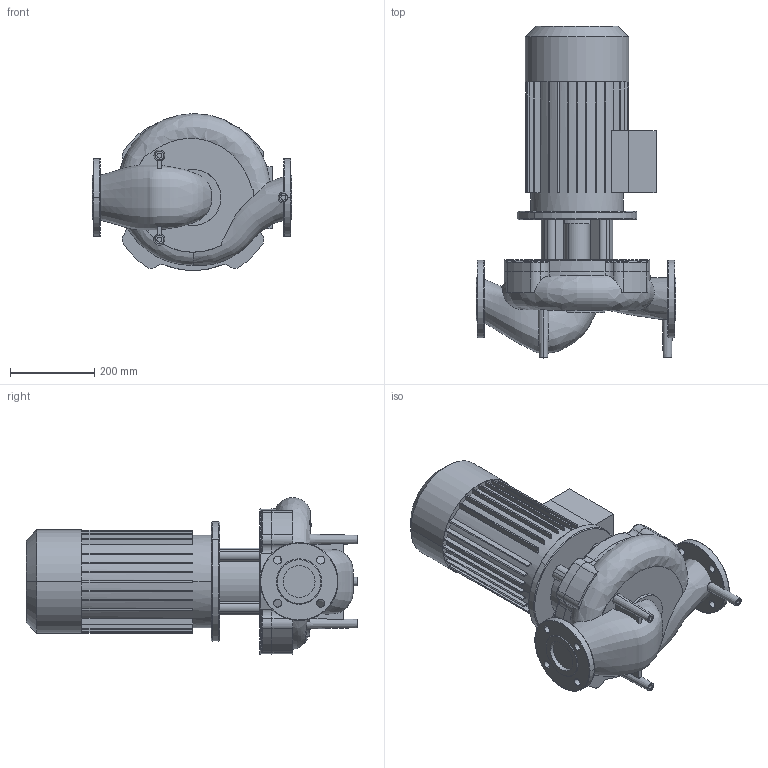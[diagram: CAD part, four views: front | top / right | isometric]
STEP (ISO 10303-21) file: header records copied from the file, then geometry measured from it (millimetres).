
FILE_DESCRIPTION((''),'2;1');
FILE_NAME('3d_IL65_270-4_4-2120769.stp','2016-05-24T11:22:45',(''),(''),'Mechanical Desktop 2009','Mechanical Desktop 2009',', , ');
FILE_SCHEMA(('CONFIG_CONTROL_DESIGN'));
Length unit declared in the file: millimetre
Products named in the file (1): Product
Bounding box: 475 x 790.03 x 373.51 mm (x, y, z)
Volume: 39013768.7 mm3; surface area: 1683780 mm2
Topology: 10 solids, 10 shells, 469 faces, 1256 edges, 811 vertices
Faces by surface type: plane 145, cylinder 138, bspline 126, torus 48, cone 12
Entity records: 25856 total; most frequent: CARTESIAN_POINT 14198, ORIENTED_EDGE 2492, DIRECTION 2372, EDGE_CURVE 1246, AXIS2_PLACEMENT_3D 921, VERTEX_POINT 810, CIRCLE 577, VECTOR 530
